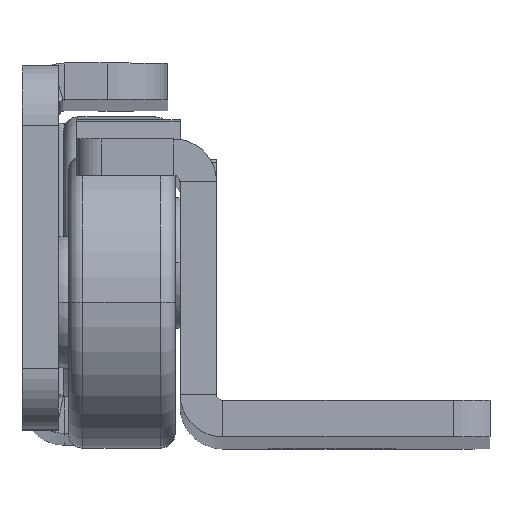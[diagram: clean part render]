
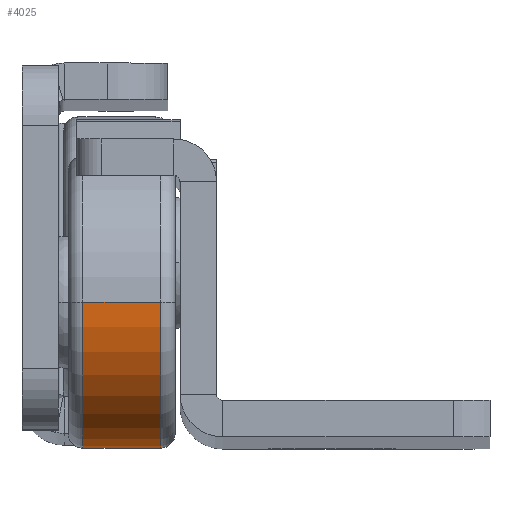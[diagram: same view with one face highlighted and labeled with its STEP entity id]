
A CAD part, top view. The second image highlights one B-rep face of the part: STEP entity #4025.
In plain terms, the highlighted cylindrical face has radius 12 mm (diameter 24 mm), a partial arc.
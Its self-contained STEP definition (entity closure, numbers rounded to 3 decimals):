
#59 = DIRECTION ( 'NONE',  ( -1., 0., 0. ) ) ;
#441 = AXIS2_PLACEMENT_3D ( 'NONE', #18927, #5611, #1081 ) ;
#680 = EDGE_CURVE ( 'NONE', #1799, #15797, #7402, .T. ) ;
#794 = AXIS2_PLACEMENT_3D ( 'NONE', #13033, #11586, #17473 ) ;
#862 = VECTOR ( 'NONE', #16363, 1000. ) ;
#1081 = DIRECTION ( 'NONE',  ( 0., 0., 1. ) ) ;
#1617 = CARTESIAN_POINT ( 'NONE',  ( 7.6, 0., -12. ) ) ;
#1717 = LINE ( 'NONE', #7596, #862 ) ;
#1799 = VERTEX_POINT ( 'NONE', #1617 ) ;
#1892 = EDGE_CURVE ( 'NONE', #10258, #14145, #1717, .T. ) ;
#3414 = DIRECTION ( 'NONE',  ( 0., 0., 1. ) ) ;
#4025 = ADVANCED_FACE ( 'NONE', ( #8422 ), #5707, .T. ) ;
#4205 = VECTOR ( 'NONE', #59, 1000. ) ;
#5233 = AXIS2_PLACEMENT_3D ( 'NONE', #12177, #6590, #3414 ) ;
#5396 = CARTESIAN_POINT ( 'NONE',  ( 1.2, 0., -12. ) ) ;
#5611 = DIRECTION ( 'NONE',  ( -1., 0., 0. ) ) ;
#5707 = CYLINDRICAL_SURFACE ( 'NONE', #794, 12. ) ;
#6590 = DIRECTION ( 'NONE',  ( -1., 0., 0. ) ) ;
#7402 = LINE ( 'NONE', #13377, #4205 ) ;
#7596 = CARTESIAN_POINT ( 'NONE',  ( 0., 0., 12. ) ) ;
#8075 = EDGE_CURVE ( 'NONE', #14145, #15797, #9837, .T. ) ;
#8422 = FACE_OUTER_BOUND ( 'NONE', #15373, .T. ) ;
#8751 = CIRCLE ( 'NONE', #441, 12. ) ;
#9837 = CIRCLE ( 'NONE', #5233, 12. ) ;
#10258 = VERTEX_POINT ( 'NONE', #12642 ) ;
#11441 = ORIENTED_EDGE ( 'NONE', *, *, #8075, .F. ) ;
#11586 = DIRECTION ( 'NONE',  ( -1., 0., 0. ) ) ;
#12177 = CARTESIAN_POINT ( 'NONE',  ( 1.2, 0., 0. ) ) ;
#12642 = CARTESIAN_POINT ( 'NONE',  ( 7.6, 0., 12. ) ) ;
#13033 = CARTESIAN_POINT ( 'NONE',  ( 0., 0., 0. ) ) ;
#13377 = CARTESIAN_POINT ( 'NONE',  ( 0., 0., -12. ) ) ;
#14145 = VERTEX_POINT ( 'NONE', #14492 ) ;
#14492 = CARTESIAN_POINT ( 'NONE',  ( 1.2, 0., 12. ) ) ;
#14553 = ORIENTED_EDGE ( 'NONE', *, *, #17078, .T. ) ;
#15373 = EDGE_LOOP ( 'NONE', ( #14553, #16879, #11441, #18191 ) ) ;
#15797 = VERTEX_POINT ( 'NONE', #5396 ) ;
#16363 = DIRECTION ( 'NONE',  ( -1., 0., 0. ) ) ;
#16879 = ORIENTED_EDGE ( 'NONE', *, *, #680, .T. ) ;
#17078 = EDGE_CURVE ( 'NONE', #10258, #1799, #8751, .T. ) ;
#17473 = DIRECTION ( 'NONE',  ( 0., 0., 1. ) ) ;
#18191 = ORIENTED_EDGE ( 'NONE', *, *, #1892, .F. ) ;
#18927 = CARTESIAN_POINT ( 'NONE',  ( 7.6, 0., 0. ) ) ;
